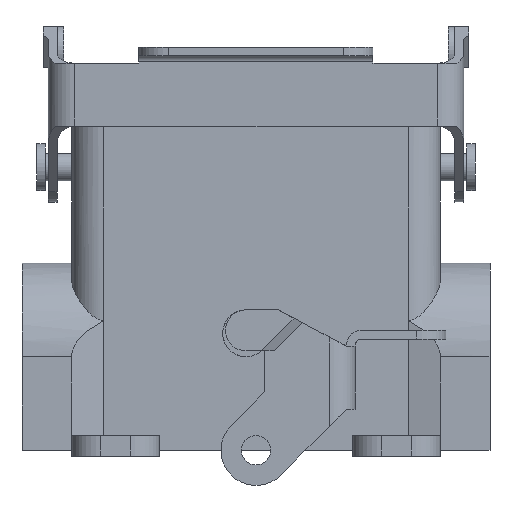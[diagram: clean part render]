
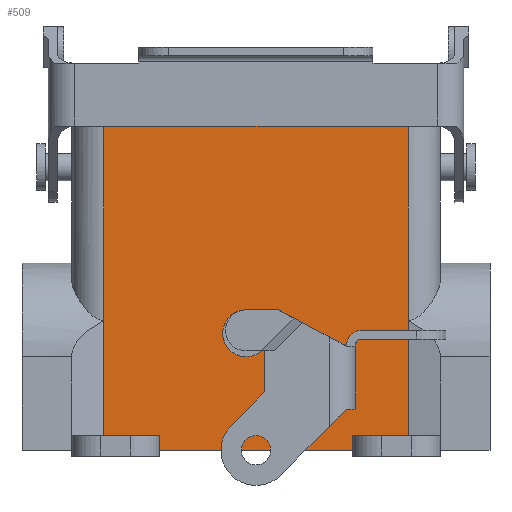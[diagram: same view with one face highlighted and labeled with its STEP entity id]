
A CAD part, front view. The second image highlights one B-rep face of the part: STEP entity #509.
In plain terms, the highlighted planar face has unit normal (0, -1, 0).
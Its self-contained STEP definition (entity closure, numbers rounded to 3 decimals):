
#509 = ADVANCED_FACE( '', ( #1062 ), #1063, .T. );
#1062 = FACE_OUTER_BOUND( '', #1626, .T. );
#1063 = PLANE( '', #1627 );
#1626 = EDGE_LOOP( '', ( #3032, #3033, #3034, #3035, #3036, #3037, #3038, #3039, #3040, #3041 ) );
#1627 = AXIS2_PLACEMENT_3D( '', #3042, #3043, #3044 );
#3032 = ORIENTED_EDGE( '', *, *, #3196, .T. );
#3033 = ORIENTED_EDGE( '', *, *, #3252, .F. );
#3034 = ORIENTED_EDGE( '', *, *, #3677, .T. );
#3035 = ORIENTED_EDGE( '', *, *, #3294, .F. );
#3036 = ORIENTED_EDGE( '', *, *, #3233, .F. );
#3037 = ORIENTED_EDGE( '', *, *, #3755, .T. );
#3038 = ORIENTED_EDGE( '', *, *, #3640, .F. );
#3039 = ORIENTED_EDGE( '', *, *, #3697, .F. );
#3040 = ORIENTED_EDGE( '', *, *, #3614, .F. );
#3041 = ORIENTED_EDGE( '', *, *, #3626, .T. );
#3042 = CARTESIAN_POINT( '', ( -26., -14.75, 56. ) );
#3043 = DIRECTION( '', ( 0., -1., 0. ) );
#3044 = DIRECTION( '', ( 0., 0., 1. ) );
#3196 = EDGE_CURVE( '', #3786, #3784, #3787, .T. );
#3233 = EDGE_CURVE( '', #3849, #3851, #3852, .T. );
#3252 = EDGE_CURVE( '', #3883, #3784, #3885, .T. );
#3294 = EDGE_CURVE( '', #3851, #3960, #3961, .T. );
#3614 = EDGE_CURVE( '', #4458, #4460, #4461, .T. );
#3626 = EDGE_CURVE( '', #4458, #3786, #4477, .T. );
#3640 = EDGE_CURVE( '', #4244, #4493, #4494, .T. );
#3677 = EDGE_CURVE( '', #3883, #3960, #4537, .T. );
#3697 = EDGE_CURVE( '', #4460, #4244, #4563, .T. );
#3755 = EDGE_CURVE( '', #3849, #4493, #4630, .T. );
#3784 = VERTEX_POINT( '', #4660 );
#3786 = VERTEX_POINT( '', #4663 );
#3787 = LINE( '', #4664, #4665 );
#3849 = VERTEX_POINT( '', #4748 );
#3851 = VERTEX_POINT( '', #4751 );
#3852 = LINE( '', #4752, #4753 );
#3883 = VERTEX_POINT( '', #4795 );
#3885 = LINE( '', #4798, #4799 );
#3960 = VERTEX_POINT( '', #4897 );
#3961 = LINE( '', #4898, #4899 );
#4244 = VERTEX_POINT( '', #5408 );
#4458 = VERTEX_POINT( '', #5733 );
#4460 = VERTEX_POINT( '', #5735 );
#4461 = LINE( '', #5736, #5737 );
#4477 = LINE( '', #5758, #5759 );
#4493 = VERTEX_POINT( '', #5782 );
#4494 = LINE( '', #5783, #5784 );
#4537 = LINE( '', #5863, #5864 );
#4563 = LINE( '', #5893, #5894 );
#4630 = LINE( '', #5987, #5988 );
#4660 = CARTESIAN_POINT( '', ( -26., -14.75, 2.5 ) );
#4663 = CARTESIAN_POINT( '', ( -26., -14.75, 22.2 ) );
#4664 = CARTESIAN_POINT( '', ( -26., -14.75, 70.654 ) );
#4665 = VECTOR( '', #6018, 1000. );
#4748 = CARTESIAN_POINT( '', ( 16.5, -14.75, 2.5 ) );
#4751 = CARTESIAN_POINT( '', ( 16.5, -14.75, 0. ) );
#4752 = CARTESIAN_POINT( '', ( 16.5, -14.75, 56. ) );
#4753 = VECTOR( '', #6059, 1000. );
#4795 = CARTESIAN_POINT( '', ( -16.5, -14.75, 2.5 ) );
#4798 = CARTESIAN_POINT( '', ( -26., -14.75, 2.5 ) );
#4799 = VECTOR( '', #6081, 1000. );
#4897 = CARTESIAN_POINT( '', ( -16.5, -14.75, 0. ) );
#4898 = CARTESIAN_POINT( '', ( 0., -14.75, 0. ) );
#4899 = VECTOR( '', #6141, 1000. );
#5408 = CARTESIAN_POINT( '', ( 26., -14.75, 22.2 ) );
#5733 = CARTESIAN_POINT( '', ( -26., -14.75, 56. ) );
#5735 = CARTESIAN_POINT( '', ( 26., -14.75, 56. ) );
#5736 = CARTESIAN_POINT( '', ( -26., -14.75, 56. ) );
#5737 = VECTOR( '', #6530, 1000. );
#5758 = CARTESIAN_POINT( '', ( -26., -14.75, 56. ) );
#5759 = VECTOR( '', #6545, 1000. );
#5782 = CARTESIAN_POINT( '', ( 26., -14.75, 2.5 ) );
#5783 = CARTESIAN_POINT( '', ( 26., -14.75, 70.654 ) );
#5784 = VECTOR( '', #6556, 1000. );
#5863 = CARTESIAN_POINT( '', ( -16.5, -14.75, 56. ) );
#5864 = VECTOR( '', #6584, 1000. );
#5893 = CARTESIAN_POINT( '', ( 26., -14.75, 56. ) );
#5894 = VECTOR( '', #6609, 1000. );
#5987 = CARTESIAN_POINT( '', ( 26., -14.75, 2.5 ) );
#5988 = VECTOR( '', #6660, 1000. );
#6018 = DIRECTION( '', ( 0., 0., -1. ) );
#6059 = DIRECTION( '', ( 0., 0., -1. ) );
#6081 = DIRECTION( '', ( -1., 0., 0. ) );
#6141 = DIRECTION( '', ( -1., 0., 0. ) );
#6530 = DIRECTION( '', ( 1., 0., 0. ) );
#6545 = DIRECTION( '', ( 0., 0., -1. ) );
#6556 = DIRECTION( '', ( 0., 0., -1. ) );
#6584 = DIRECTION( '', ( 0., 0., -1. ) );
#6609 = DIRECTION( '', ( 0., 0., -1. ) );
#6660 = DIRECTION( '', ( 1., 0., 0. ) );
